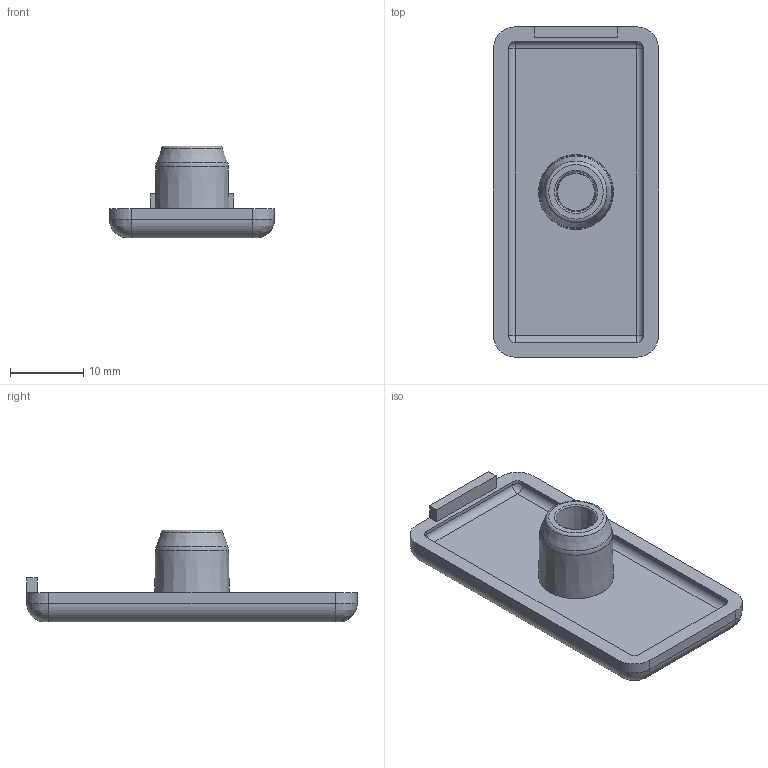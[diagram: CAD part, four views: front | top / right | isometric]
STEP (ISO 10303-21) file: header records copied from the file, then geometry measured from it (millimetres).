
FILE_DESCRIPTION(/* description */ (''),/* implementation_level */ '2;1');
FILE_NAME(/* name */ '222245B.stp',/* time_stamp */ '2022-10-04T09:03:13+02:00',/* author */ ('aluteckkpl_am'),/* organization */ (''),/* preprocessor_version */ 'ST-DEVELOPER v18.1',/* originating_system */ 'Autodesk Inventor 2021',/* authorisation */ '');
FILE_SCHEMA (('CONFIG_CONTROL_DESIGN'));
Length unit declared in the file: millimetre
Products named in the file (2): 222245B-ZP; 222245B
Assembly tree (1 placements, depth 2):
  222245B-ZP
    222245B
Bounding box: 22.5 x 45 x 12.5 mm (x, y, z)
Volume: 3294.4 mm3; surface area: 3012.1 mm2
Topology: 1 solids, 1 shells, 49 faces, 124 edges, 76 vertices
Faces by surface type: cylinder 17, plane 17, sphere 4, bspline 4, torus 4, cone 3
Full cylindrical faces by diameter (mm): 10.208 x1
Entity records: 1545 total; most frequent: DIRECTION 280, CARTESIAN_POINT 280, ORIENTED_EDGE 240, EDGE_CURVE 120, AXIS2_PLACEMENT_3D 112, VERTEX_POINT 76, CIRCLE 64, LINE 56
